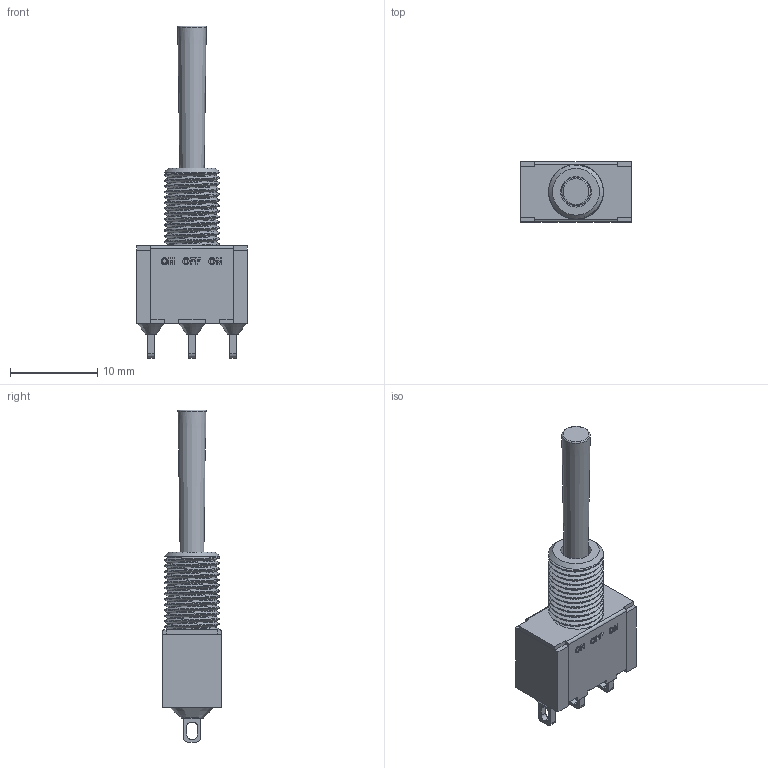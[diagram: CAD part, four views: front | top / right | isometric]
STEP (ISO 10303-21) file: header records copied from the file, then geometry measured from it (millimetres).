
FILE_DESCRIPTION(/* description */ (''),/* implementation_level */ '2;1');
FILE_NAME(/* name */ 'Toggle_100SP3T4B1M1QEH v12.step',/* time_stamp */ '2021-12-30T17:48:02+10:00',/* author */ (''),/* organization */ (''),/* preprocessor_version */ 'ST-DEVELOPER v18.1',/* originating_system */ 'Autodesk Translation Framework v10.10.0.1391',/* authorisation */ '');
FILE_SCHEMA (('AUTOMOTIVE_DESIGN { 1 0 10303 214 3 1 1 }'));
Length unit declared in the file: millimetre
Products named in the file (8): Toggle_100SP3T4B1M1QEH; PlasticBody; MetalCase; Pins; Resin; Metal; Bushing; Toggle
Assembly tree (7 placements, depth 3):
  Toggle_100SP3T4B1M1QEH
    PlasticBody
    MetalCase
    Pins
      Resin
      Metal
    Bushing
    Toggle
Bounding box: 12.7 x 6.86 x 38.01 mm (x, y, z)
Volume: 1129.5 mm3; surface area: 1821.2 mm2
Topology: 10 solids, 10 shells, 265 faces, 704 edges, 470 vertices
Faces by surface type: plane 140, bspline 62, cylinder 60, cone 2, torus 1
Full cylindrical faces by diameter (mm): 3.5 x3, 5.57 x4, 6.264 x9
Entity records: 11103 total; most frequent: CARTESIAN_POINT 4713, ORIENTED_EDGE 1408, DIRECTION 1029, EDGE_CURVE 704, VERTEX_POINT 470, LINE 437, VECTOR 437, AXIS2_PLACEMENT_3D 296
